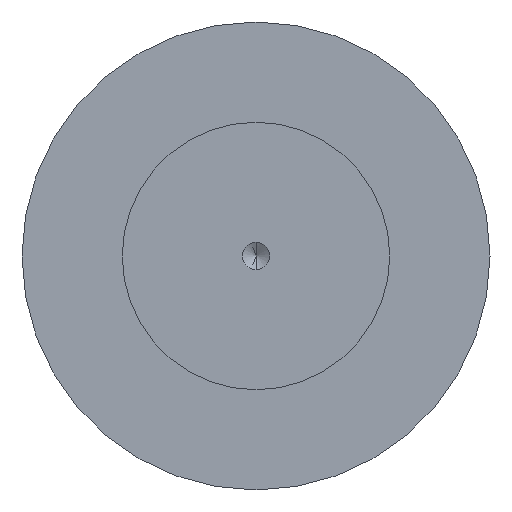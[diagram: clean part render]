
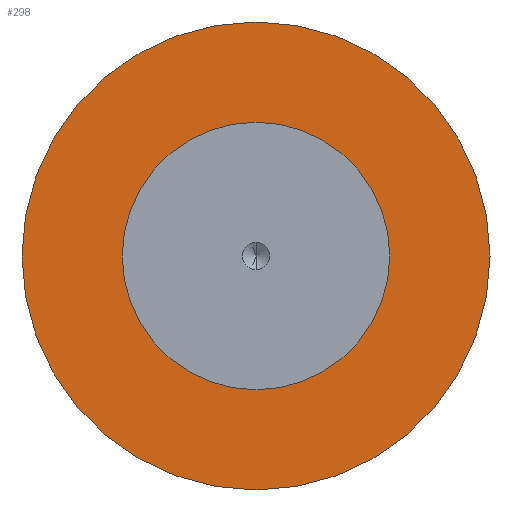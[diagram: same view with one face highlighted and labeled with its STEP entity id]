
A CAD part, front view. The second image highlights one B-rep face of the part: STEP entity #298.
In plain terms, the highlighted planar face has unit normal (0, -1, 0).
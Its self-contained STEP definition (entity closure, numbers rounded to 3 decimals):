
#3 = DIRECTION ( 'NONE',  ( 0., -1., 0. ) ) ;
#6 = DIRECTION ( 'NONE',  ( 0., -1., 0. ) ) ;
#28 = CIRCLE ( 'NONE', #241, 16. ) ;
#33 = VERTEX_POINT ( 'NONE', #38 ) ;
#35 = CARTESIAN_POINT ( 'NONE',  ( -28., 15., 0. ) ) ;
#38 = CARTESIAN_POINT ( 'NONE',  ( 28., 15., 0. ) ) ;
#39 = EDGE_CURVE ( 'NONE', #33, #79, #327, .T. ) ;
#42 = AXIS2_PLACEMENT_3D ( 'NONE', #338, #284, #251 ) ;
#79 = VERTEX_POINT ( 'NONE', #35 ) ;
#81 = VERTEX_POINT ( 'NONE', #239 ) ;
#84 = AXIS2_PLACEMENT_3D ( 'NONE', #191, #133, #335 ) ;
#85 = EDGE_CURVE ( 'NONE', #81, #232, #28, .T. ) ;
#101 = PLANE ( 'NONE',  #140 ) ;
#107 = ORIENTED_EDGE ( 'NONE', *, *, #185, .F. ) ;
#118 = CARTESIAN_POINT ( 'NONE',  ( 0., 15., 0. ) ) ;
#122 = DIRECTION ( 'NONE',  ( 1., 0., 0. ) ) ;
#133 = DIRECTION ( 'NONE',  ( 0., -1., 0. ) ) ;
#135 = CARTESIAN_POINT ( 'NONE',  ( 16., 15., 0. ) ) ;
#140 = AXIS2_PLACEMENT_3D ( 'NONE', #315, #228, #343 ) ;
#142 = ORIENTED_EDGE ( 'NONE', *, *, #186, .T. ) ;
#144 = ORIENTED_EDGE ( 'NONE', *, *, #85, .F. ) ;
#155 = CIRCLE ( 'NONE', #84, 16. ) ;
#180 = CARTESIAN_POINT ( 'NONE',  ( 0., 15., 0. ) ) ;
#182 = EDGE_LOOP ( 'NONE', ( #243, #142 ) ) ;
#185 = EDGE_CURVE ( 'NONE', #232, #81, #155, .T. ) ;
#186 = EDGE_CURVE ( 'NONE', #79, #33, #375, .T. ) ;
#191 = CARTESIAN_POINT ( 'NONE',  ( 0., 15., 0. ) ) ;
#228 = DIRECTION ( 'NONE',  ( 0., -1., 0. ) ) ;
#232 = VERTEX_POINT ( 'NONE', #135 ) ;
#239 = CARTESIAN_POINT ( 'NONE',  ( -16., 15., 0. ) ) ;
#241 = AXIS2_PLACEMENT_3D ( 'NONE', #180, #3, #122 ) ;
#243 = ORIENTED_EDGE ( 'NONE', *, *, #39, .T. ) ;
#251 = DIRECTION ( 'NONE',  ( 1., 0., 0. ) ) ;
#260 = FACE_OUTER_BOUND ( 'NONE', #182, .T. ) ;
#269 = DIRECTION ( 'NONE',  ( 1., 0., 0. ) ) ;
#284 = DIRECTION ( 'NONE',  ( 0., -1., 0. ) ) ;
#298 = ADVANCED_FACE ( 'NONE', ( #260, #374 ), #101, .T. ) ;
#315 = CARTESIAN_POINT ( 'NONE',  ( 16., 15., 0. ) ) ;
#318 = EDGE_LOOP ( 'NONE', ( #107, #144 ) ) ;
#327 = CIRCLE ( 'NONE', #356, 28. ) ;
#335 = DIRECTION ( 'NONE',  ( 1., 0., 0. ) ) ;
#338 = CARTESIAN_POINT ( 'NONE',  ( 0., 15., 0. ) ) ;
#343 = DIRECTION ( 'NONE',  ( 1., 0., 0. ) ) ;
#356 = AXIS2_PLACEMENT_3D ( 'NONE', #118, #6, #269 ) ;
#374 = FACE_BOUND ( 'NONE', #318, .T. ) ;
#375 = CIRCLE ( 'NONE', #42, 28. ) ;
